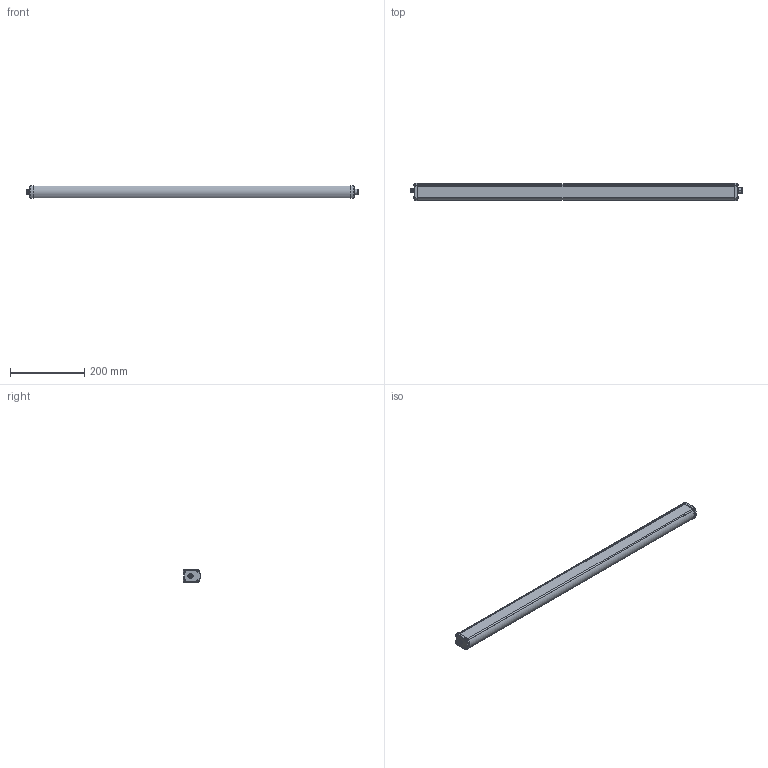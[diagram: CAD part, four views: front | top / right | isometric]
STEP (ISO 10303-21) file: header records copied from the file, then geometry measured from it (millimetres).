
FILE_DESCRIPTION((''),'2;1');
FILE_NAME('243907_SM01_ASM','2025-03-03T11:07:38',('banengservice'),('BANNER ENGINEERING'),'CREO PARAMETRIC BY PTC INC, 2022414','CREO PARAMETRIC BY PTC INC, 2022414','');
FILE_SCHEMA(('CONFIG_CONTROL_DESIGN'));
Products named in the file (2): 243907_EP01; 243907_SM01_ASM
Assembly tree (1 placements, depth 2):
  243907_SM01_ASM
    243907_EP01
Bounding box: 894.1 x 46.2 x 34.28 mm (x, y, z)
Volume: 1151917.1 mm3; surface area: 134938.5 mm2
Topology: 1 solids, 1 shells, 785 faces, 2022 edges, 1292 vertices
Faces by surface type: plane 280, cylinder 239, cone 125, torus 94, bspline 43, sphere 4
Entity records: 62007 total; most frequent: CARTESIAN_POINT 43248, ORIENTED_EDGE 4044, DIRECTION 3791, EDGE_CURVE 2022, AXIS2_PLACEMENT_3D 1488, VERTEX_POINT 1292, EDGE_LOOP 840, VECTOR 815
